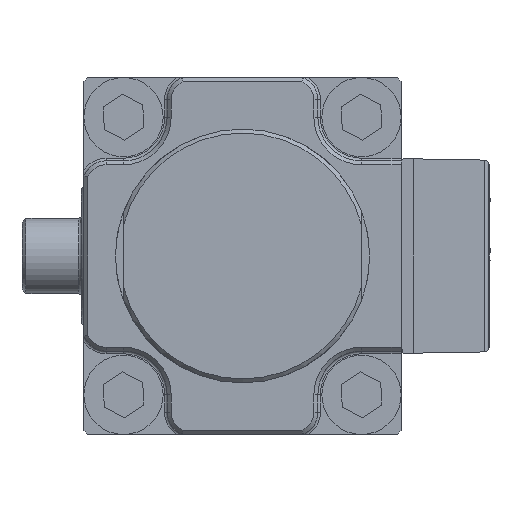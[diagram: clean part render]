
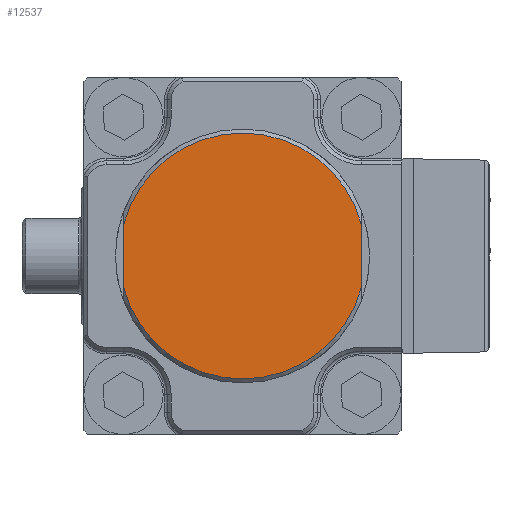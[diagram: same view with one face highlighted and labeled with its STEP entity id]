
A CAD part, front view. The second image highlights one B-rep face of the part: STEP entity #12537.
In plain terms, the highlighted planar face has unit normal (0, -1, 0).
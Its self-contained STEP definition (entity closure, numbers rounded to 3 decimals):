
#45 = CARTESIAN_POINT ( 'NONE',  ( 15., -59., 3.905 ) ) ;
#996 = ORIENTED_EDGE ( 'NONE', *, *, #14014, .F. ) ;
#1273 = CARTESIAN_POINT ( 'NONE',  ( -15., -59., -3.905 ) ) ;
#1512 = VECTOR ( 'NONE', #9065, 1000. ) ;
#1789 = DIRECTION ( 'NONE',  ( 1., 0., 0. ) ) ;
#1906 = DIRECTION ( 'NONE',  ( 0., -1., 0. ) ) ;
#2548 = VERTEX_POINT ( 'NONE', #12009 ) ;
#2945 = ORIENTED_EDGE ( 'NONE', *, *, #16006, .F. ) ;
#3534 = EDGE_LOOP ( 'NONE', ( #996, #4372, #2945, #18169 ) ) ;
#3757 = CIRCLE ( 'NONE', #5457, 15.5 ) ;
#3918 = DIRECTION ( 'NONE',  ( 1., 0., 0. ) ) ;
#4333 = VERTEX_POINT ( 'NONE', #8637 ) ;
#4372 = ORIENTED_EDGE ( 'NONE', *, *, #5869, .T. ) ;
#4887 = FACE_OUTER_BOUND ( 'NONE', #3534, .T. ) ;
#5362 = CARTESIAN_POINT ( 'NONE',  ( 0., -59., 0. ) ) ;
#5457 = AXIS2_PLACEMENT_3D ( 'NONE', #5362, #15257, #3918 ) ;
#5550 = DIRECTION ( 'NONE',  ( 0., 0., -1. ) ) ;
#5869 = EDGE_CURVE ( 'NONE', #12828, #4333, #3757, .T. ) ;
#6189 = CARTESIAN_POINT ( 'NONE',  ( 0., -59., 0. ) ) ;
#7723 = CARTESIAN_POINT ( 'NONE',  ( 0., -59., 0. ) ) ;
#7793 = CARTESIAN_POINT ( 'NONE',  ( -15., -59., -5.568 ) ) ;
#8151 = CIRCLE ( 'NONE', #9226, 15.5 ) ;
#8637 = CARTESIAN_POINT ( 'NONE',  ( 15., -59., -3.905 ) ) ;
#9065 = DIRECTION ( 'NONE',  ( 0., 0., 1. ) ) ;
#9157 = DIRECTION ( 'NONE',  ( 0., -1., 0. ) ) ;
#9226 = AXIS2_PLACEMENT_3D ( 'NONE', #7723, #9157, #13550 ) ;
#9530 = EDGE_CURVE ( 'NONE', #11842, #2548, #8151, .T. ) ;
#10407 = PLANE ( 'NONE',  #14665 ) ;
#11842 = VERTEX_POINT ( 'NONE', #45 ) ;
#12009 = CARTESIAN_POINT ( 'NONE',  ( -15., -59., 3.905 ) ) ;
#12537 = ADVANCED_FACE ( 'NONE', ( #4887 ), #10407, .T. ) ;
#12828 = VERTEX_POINT ( 'NONE', #1273 ) ;
#12972 = LINE ( 'NONE', #7793, #1512 ) ;
#13550 = DIRECTION ( 'NONE',  ( 1., 0., 0. ) ) ;
#14014 = EDGE_CURVE ( 'NONE', #12828, #2548, #12972, .T. ) ;
#14446 = VECTOR ( 'NONE', #5550, 1000. ) ;
#14665 = AXIS2_PLACEMENT_3D ( 'NONE', #6189, #1906, #1789 ) ;
#15257 = DIRECTION ( 'NONE',  ( 0., -1., 0. ) ) ;
#16006 = EDGE_CURVE ( 'NONE', #11842, #4333, #16685, .T. ) ;
#16685 = LINE ( 'NONE', #16832, #14446 ) ;
#16832 = CARTESIAN_POINT ( 'NONE',  ( 15., -59., 5.568 ) ) ;
#18169 = ORIENTED_EDGE ( 'NONE', *, *, #9530, .T. ) ;
